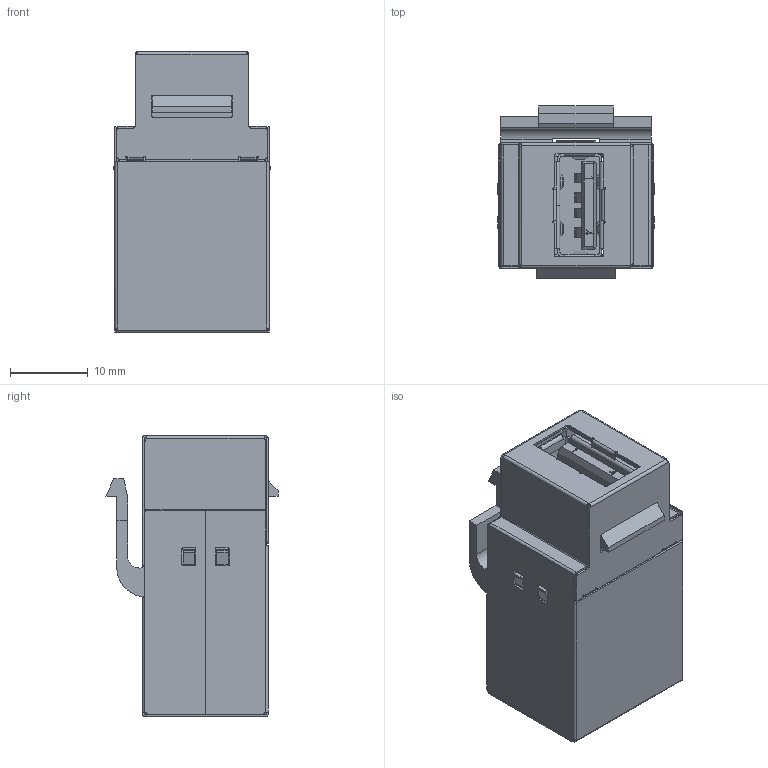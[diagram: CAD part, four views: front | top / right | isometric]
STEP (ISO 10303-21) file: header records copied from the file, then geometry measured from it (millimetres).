
FILE_DESCRIPTION (( 'STEP AP214' ), '1' );
FILE_NAME ('UADKEY-AA_3D.step', '2023-10-18T18:23:45', ( '' ), ( '' ), 'SwSTEP 2.0', 'SolidWorks 2022', '' );
FILE_SCHEMA (( 'AUTOMOTIVE_DESIGN' ));
Length unit declared in the file: inch
Products named in the file (8): Copy of 1BC01-058^Copy of UADKEY-AA-FA1_UADKEY-AA; Copy of 1AG01-017^UADKEY-AA; Copy of 1AG01-138^UADKEY-AA; Copy of UADKEY-AA-FA1^UADKEY-AA; Copy of 1AG02-007^UADKEY-AA; Copy of 1AG02-053^UADKEY-AA; UADKEY-AA_3D; Copy of 1AA05-019^Copy of UADKEY-AA-FA1_UADKEY-AA_默认
Assembly tree (8 placements, depth 3):
  UADKEY-AA_3D
    Copy of 1AG01-017^UADKEY-AA
    Copy of UADKEY-AA-FA1^UADKEY-AA
      Copy of 1BC01-058^Copy of UADKEY-AA-FA1_UADKEY-AA
      Copy of 1AA05-019^Copy of UADKEY-AA-FA1_UADKEY-AA_默认  x2
    Copy of 1AG01-138^UADKEY-AA
    Copy of 1AG02-007^UADKEY-AA
    Copy of 1AG02-053^UADKEY-AA
Bounding box: 20.1 x 22.1 x 36.06 mm (x, y, z)
Volume: 5667 mm3; surface area: 16762.4 mm2
Topology: 7 solids, 7 shells, 2177 faces, 6034 edges, 3918 vertices
Faces by surface type: plane 1415, cylinder 566, bspline 152, torus 24, sphere 12, cone 8
Entity records: 69861 total; most frequent: CARTESIAN_POINT 19483, ORIENTED_EDGE 9424, DIRECTION 8220, EDGE_CURVE 4712, VECTOR 3466, LINE 3466, VERTEX_POINT 3060, AXIS2_PLACEMENT_3D 2377
